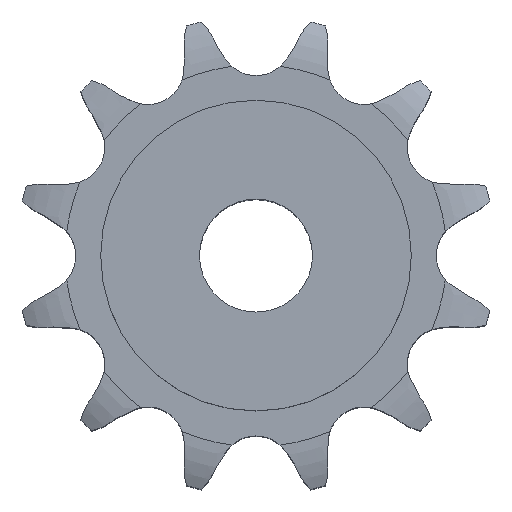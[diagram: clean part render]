
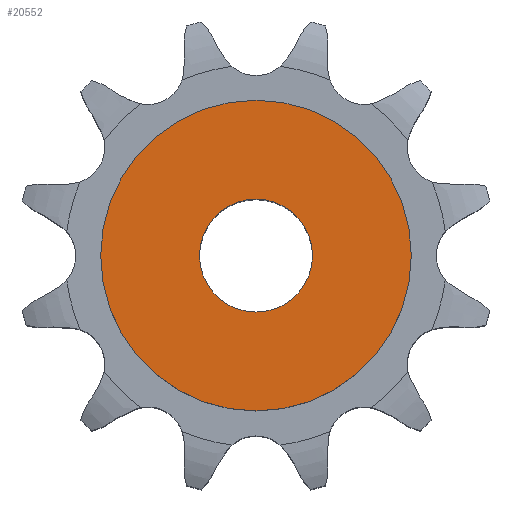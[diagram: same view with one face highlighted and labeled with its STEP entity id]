
A CAD part, top view. The second image highlights one B-rep face of the part: STEP entity #20552.
In plain terms, the highlighted planar face has unit normal (0, 0, 1).
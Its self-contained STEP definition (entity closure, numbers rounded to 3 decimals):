
#11149 = CYLINDRICAL_SURFACE('',#11150,8.);
#11150 = AXIS2_PLACEMENT_3D('',#11151,#11152,#11153);
#11151 = CARTESIAN_POINT('',(0.,0.,123.045));
#11152 = DIRECTION('',(0.,0.,1.));
#11153 = DIRECTION('',(1.,0.,0.));
#14121 = EDGE_CURVE('',#14122,#14122,#14124,.T.);
#14122 = VERTEX_POINT('',#14123);
#14123 = CARTESIAN_POINT('',(8.,0.,55.));
#14124 = SURFACE_CURVE('',#14125,(#14130,#14137),.PCURVE_S1.);
#14125 = CIRCLE('',#14126,8.);
#14126 = AXIS2_PLACEMENT_3D('',#14127,#14128,#14129);
#14127 = CARTESIAN_POINT('',(0.,0.,55.));
#14128 = DIRECTION('',(0.,0.,1.));
#14129 = DIRECTION('',(1.,0.,0.));
#14130 = PCURVE('',#11149,#14131);
#14131 = DEFINITIONAL_REPRESENTATION('',(#14132),#14136);
#14132 = LINE('',#14133,#14134);
#14133 = CARTESIAN_POINT('',(0.,-68.045));
#14134 = VECTOR('',#14135,1.);
#14135 = DIRECTION('',(1.,0.));
#14136 = ( GEOMETRIC_REPRESENTATION_CONTEXT(2) 
PARAMETRIC_REPRESENTATION_CONTEXT() REPRESENTATION_CONTEXT('2D SPACE',''
  ) );
#14137 = PCURVE('',#14138,#14143);
#14138 = PLANE('',#14139);
#14139 = AXIS2_PLACEMENT_3D('',#14140,#14141,#14142);
#14140 = CARTESIAN_POINT('',(0.,0.,55.
    ));
#14141 = DIRECTION('',(0.,0.,1.));
#14142 = DIRECTION('',(1.,0.,0.));
#14143 = DEFINITIONAL_REPRESENTATION('',(#14144),#14148);
#14144 = CIRCLE('',#14145,8.);
#14145 = AXIS2_PLACEMENT_2D('',#14146,#14147);
#14146 = CARTESIAN_POINT('',(0.,0.));
#14147 = DIRECTION('',(1.,0.));
#14148 = ( GEOMETRIC_REPRESENTATION_CONTEXT(2) 
PARAMETRIC_REPRESENTATION_CONTEXT() REPRESENTATION_CONTEXT('2D SPACE',''
  ) );
#20552 = ADVANCED_FACE('',(#20553,#20584),#14138,.T.);
#20553 = FACE_BOUND('',#20554,.T.);
#20554 = EDGE_LOOP('',(#20555));
#20555 = ORIENTED_EDGE('',*,*,#20556,.T.);
#20556 = EDGE_CURVE('',#20557,#20557,#20559,.T.);
#20557 = VERTEX_POINT('',#20558);
#20558 = CARTESIAN_POINT('',(22.,0.,55.));
#20559 = SURFACE_CURVE('',#20560,(#20565,#20572),.PCURVE_S1.);
#20560 = CIRCLE('',#20561,22.);
#20561 = AXIS2_PLACEMENT_3D('',#20562,#20563,#20564);
#20562 = CARTESIAN_POINT('',(0.,0.,55.));
#20563 = DIRECTION('',(0.,0.,1.));
#20564 = DIRECTION('',(1.,0.,0.));
#20565 = PCURVE('',#14138,#20566);
#20566 = DEFINITIONAL_REPRESENTATION('',(#20567),#20571);
#20567 = CIRCLE('',#20568,22.);
#20568 = AXIS2_PLACEMENT_2D('',#20569,#20570);
#20569 = CARTESIAN_POINT('',(0.,0.));
#20570 = DIRECTION('',(1.,0.));
#20571 = ( GEOMETRIC_REPRESENTATION_CONTEXT(2) 
PARAMETRIC_REPRESENTATION_CONTEXT() REPRESENTATION_CONTEXT('2D SPACE',''
  ) );
#20572 = PCURVE('',#20573,#20578);
#20573 = CYLINDRICAL_SURFACE('',#20574,22.);
#20574 = AXIS2_PLACEMENT_3D('',#20575,#20576,#20577);
#20575 = CARTESIAN_POINT('',(0.,0.,0.));
#20576 = DIRECTION('',(-0.,-0.,-1.));
#20577 = DIRECTION('',(1.,0.,0.));
#20578 = DEFINITIONAL_REPRESENTATION('',(#20579),#20583);
#20579 = LINE('',#20580,#20581);
#20580 = CARTESIAN_POINT('',(-0.,-55.));
#20581 = VECTOR('',#20582,1.);
#20582 = DIRECTION('',(-1.,0.));
#20583 = ( GEOMETRIC_REPRESENTATION_CONTEXT(2) 
PARAMETRIC_REPRESENTATION_CONTEXT() REPRESENTATION_CONTEXT('2D SPACE',''
  ) );
#20584 = FACE_BOUND('',#20585,.T.);
#20585 = EDGE_LOOP('',(#20586));
#20586 = ORIENTED_EDGE('',*,*,#14121,.F.);
